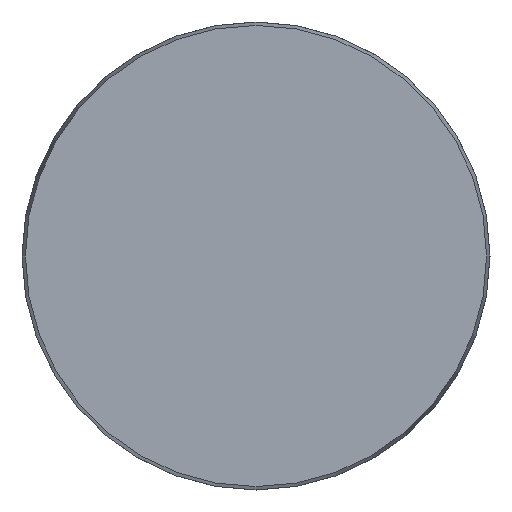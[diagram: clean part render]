
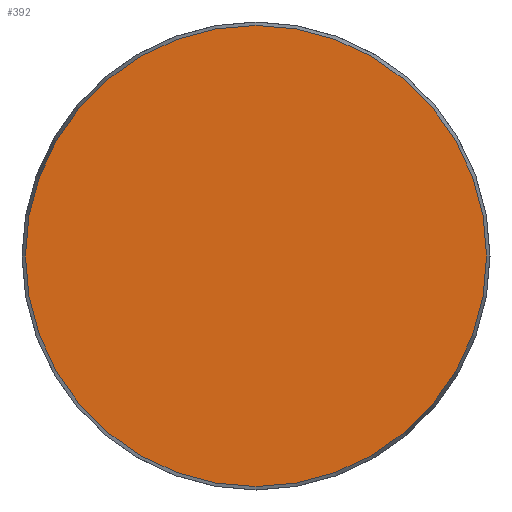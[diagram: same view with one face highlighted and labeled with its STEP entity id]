
A CAD part, front view. The second image highlights one B-rep face of the part: STEP entity #392.
In plain terms, the highlighted planar face has unit normal (0, -1, 0).
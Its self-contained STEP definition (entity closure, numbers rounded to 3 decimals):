
#86 = FACE_OUTER_BOUND ( 'NONE', #411, .T. ) ;
#92 = DIRECTION ( 'NONE',  ( 0., -1., 0. ) ) ;
#151 = CARTESIAN_POINT ( 'NONE',  ( 0., 0., -38.425 ) ) ;
#172 = CARTESIAN_POINT ( 'NONE',  ( -38.425, 0., 0. ) ) ;
#235 = AXIS2_PLACEMENT_3D ( 'NONE', #371, #92, #442 ) ;
#347 = EDGE_CURVE ( 'NONE', #497, #497, #510, .T. ) ;
#371 = CARTESIAN_POINT ( 'NONE',  ( 0., 0., 0. ) ) ;
#392 = ADVANCED_FACE ( 'NONE', ( #86 ), #413, .F. ) ;
#402 = DIRECTION ( 'NONE',  ( 0., 0., 1. ) ) ;
#411 = EDGE_LOOP ( 'NONE', ( #492 ) ) ;
#413 = PLANE ( 'NONE',  #501 ) ;
#442 = DIRECTION ( 'NONE',  ( 0., 0., -1. ) ) ;
#449 = DIRECTION ( 'NONE',  ( 0., 1., 0. ) ) ;
#492 = ORIENTED_EDGE ( 'NONE', *, *, #347, .T. ) ;
#497 = VERTEX_POINT ( 'NONE', #151 ) ;
#501 = AXIS2_PLACEMENT_3D ( 'NONE', #172, #449, #402 ) ;
#510 = CIRCLE ( 'NONE', #235, 38.425 ) ;
